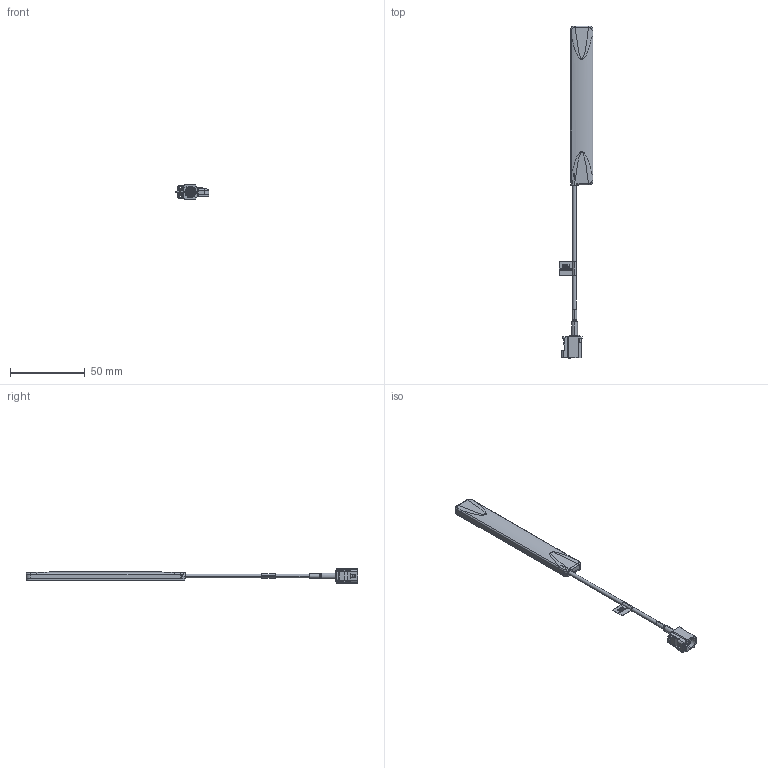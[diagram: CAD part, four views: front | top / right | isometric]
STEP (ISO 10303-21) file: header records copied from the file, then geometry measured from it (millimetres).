
FILE_DESCRIPTION (( 'STEP AP214' ), '1' );
FILE_NAME ('GSA.8821.A.301721_Web.STEP', '2022-03-16T09:36:02', ( '' ), ( '' ), 'SwSTEP 2.0', 'SolidWorks 2018', '' );
FILE_SCHEMA (( 'AUTOMOTIVE_DESIGN' ));
Length unit declared in the file: millimetre
Products named in the file (1): GSA.8821.A.301721_Web
Bounding box: 22.65 x 221.5 x 9.4 mm (x, y, z)
Surface area: 8966.2 mm2 (no closed solid volume)
Topology: 0 solids, 26 shells, 195 faces, 1628 edges, 1446 vertices
Faces by surface type: plane 119, cylinder 38, bspline 24, cone 10, torus 4
Entity records: 26139 total; most frequent: CARTESIAN_POINT 13463, ORIENTED_EDGE 2012, EDGE_CURVE 1628, DIRECTION 1611, VERTEX_POINT 1446, LINE 1023, VECTOR 1023, B_SPLINE_CURVE_WITH_KNOTS 469
